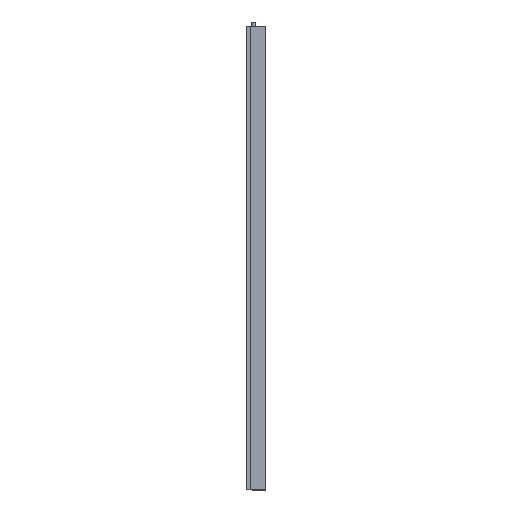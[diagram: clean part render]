
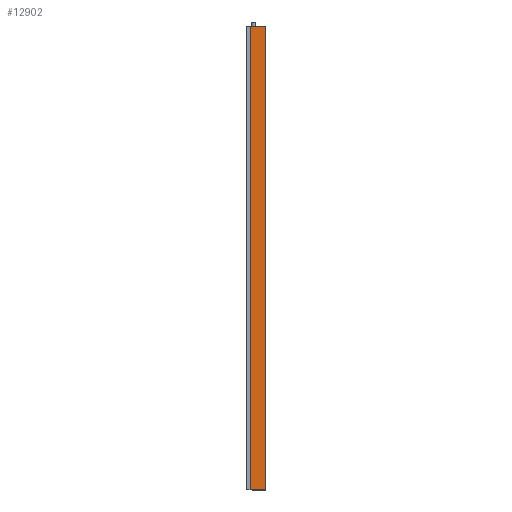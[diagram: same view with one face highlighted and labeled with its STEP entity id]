
A CAD part, left-side view. The second image highlights one B-rep face of the part: STEP entity #12902.
In plain terms, the highlighted planar face has unit normal (-1, 0, 0).
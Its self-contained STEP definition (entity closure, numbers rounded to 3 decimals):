
#1636 = LINE ( 'NONE', #34331, #29971 ) ;
#2667 = ORIENTED_EDGE ( 'NONE', *, *, #23983, .T. ) ;
#3052 = CARTESIAN_POINT ( 'NONE',  ( -8.25, 27.7, 0. ) ) ;
#4151 = DIRECTION ( 'NONE',  ( 0., -1., 0. ) ) ;
#6197 = CARTESIAN_POINT ( 'NONE',  ( -8.25, 0.3, 834. ) ) ;
#7441 = DIRECTION ( 'NONE',  ( 0., 0., -1. ) ) ;
#8269 = DIRECTION ( 'NONE',  ( 1., 0., 0. ) ) ;
#9514 = VERTEX_POINT ( 'NONE', #28949 ) ;
#11671 = ORIENTED_EDGE ( 'NONE', *, *, #29195, .F. ) ;
#12902 = ADVANCED_FACE ( 'NONE', ( #32091 ), #15312, .F. ) ;
#13697 = ORIENTED_EDGE ( 'NONE', *, *, #21164, .T. ) ;
#13731 = LINE ( 'NONE', #6197, #30128 ) ;
#14717 = VECTOR ( 'NONE', #30024, 1000. ) ;
#15312 = PLANE ( 'NONE',  #27411 ) ;
#15500 = CARTESIAN_POINT ( 'NONE',  ( -8.25, 0.3, 834. ) ) ;
#17405 = LINE ( 'NONE', #17769, #21610 ) ;
#17769 = CARTESIAN_POINT ( 'NONE',  ( -8.25, 0.3, 0. ) ) ;
#19163 = LINE ( 'NONE', #32702, #14717 ) ;
#19602 = EDGE_CURVE ( 'NONE', #32640, #9514, #19163, .T. ) ;
#20797 = DIRECTION ( 'NONE',  ( 0., 0., -1. ) ) ;
#21164 = EDGE_CURVE ( 'NONE', #34136, #9514, #17405, .T. ) ;
#21610 = VECTOR ( 'NONE', #4151, 1000. ) ;
#21973 = DIRECTION ( 'NONE',  ( 0., -1., 0. ) ) ;
#23983 = EDGE_CURVE ( 'NONE', #28225, #34136, #1636, .T. ) ;
#25687 = CARTESIAN_POINT ( 'NONE',  ( -8.25, 0.3, 834. ) ) ;
#27183 = ORIENTED_EDGE ( 'NONE', *, *, #19602, .F. ) ;
#27411 = AXIS2_PLACEMENT_3D ( 'NONE', #15500, #8269, #7441 ) ;
#28225 = VERTEX_POINT ( 'NONE', #33441 ) ;
#28949 = CARTESIAN_POINT ( 'NONE',  ( -8.25, 0.3, 0. ) ) ;
#29195 = EDGE_CURVE ( 'NONE', #28225, #32640, #13731, .T. ) ;
#29971 = VECTOR ( 'NONE', #20797, 1000. ) ;
#30024 = DIRECTION ( 'NONE',  ( 0., 0., -1. ) ) ;
#30128 = VECTOR ( 'NONE', #21973, 1000. ) ;
#32091 = FACE_OUTER_BOUND ( 'NONE', #33384, .T. ) ;
#32640 = VERTEX_POINT ( 'NONE', #25687 ) ;
#32702 = CARTESIAN_POINT ( 'NONE',  ( -8.25, 0.3, 834. ) ) ;
#33384 = EDGE_LOOP ( 'NONE', ( #13697, #27183, #11671, #2667 ) ) ;
#33441 = CARTESIAN_POINT ( 'NONE',  ( -8.25, 27.7, 834. ) ) ;
#34136 = VERTEX_POINT ( 'NONE', #3052 ) ;
#34331 = CARTESIAN_POINT ( 'NONE',  ( -8.25, 27.7, 834. ) ) ;
